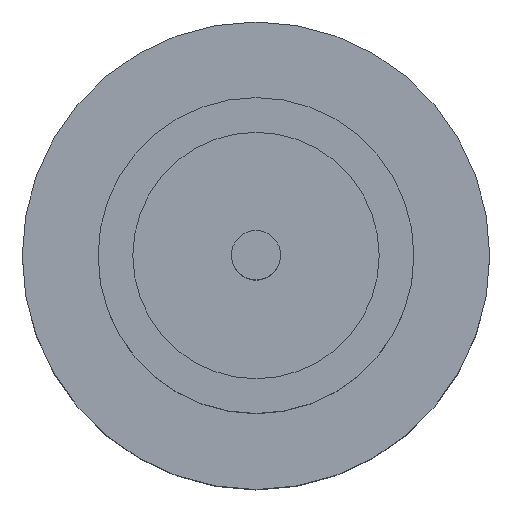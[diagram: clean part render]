
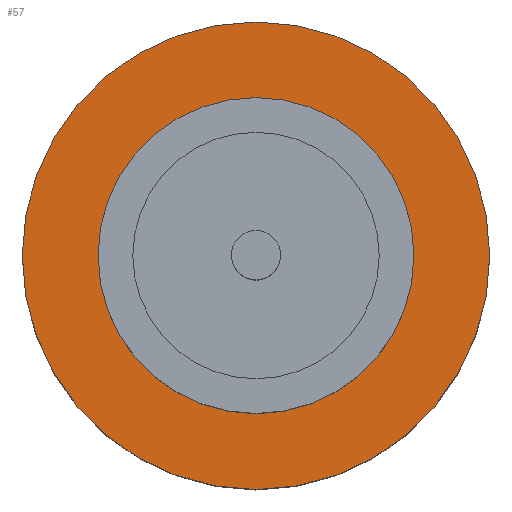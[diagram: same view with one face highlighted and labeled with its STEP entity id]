
A CAD part, top view. The second image highlights one B-rep face of the part: STEP entity #57.
In plain terms, the highlighted planar face has unit normal (0, 0, 1).
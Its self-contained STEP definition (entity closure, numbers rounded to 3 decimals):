
#20 = EDGE_LOOP ( 'NONE', ( #91, #242 ) ) ;
#31 = EDGE_CURVE ( 'NONE', #315, #485, #646, .T. ) ;
#47 = CARTESIAN_POINT ( 'NONE',  ( 0., 0., 1.55 ) ) ;
#50 = AXIS2_PLACEMENT_3D ( 'NONE', #131, #373, #603 ) ;
#57 = ADVANCED_FACE ( 'NONE', ( #257, #524 ), #753, .T. ) ;
#91 = ORIENTED_EDGE ( 'NONE', *, *, #31, .F. ) ;
#110 = ORIENTED_EDGE ( 'NONE', *, *, #330, .T. ) ;
#113 = DIRECTION ( 'NONE',  ( 0., 0., 1. ) ) ;
#117 = CARTESIAN_POINT ( 'NONE',  ( 0., 0., 1.55 ) ) ;
#131 = CARTESIAN_POINT ( 'NONE',  ( 0., 0., 1.55 ) ) ;
#137 = DIRECTION ( 'NONE',  ( 0., 0., 1. ) ) ;
#139 = CARTESIAN_POINT ( 'NONE',  ( 1.25, 0., 1.55 ) ) ;
#152 = CIRCLE ( 'NONE', #475, 1.85 ) ;
#186 = DIRECTION ( 'NONE',  ( 0., 0., 1. ) ) ;
#242 = ORIENTED_EDGE ( 'NONE', *, *, #248, .F. ) ;
#248 = EDGE_CURVE ( 'NONE', #485, #315, #294, .T. ) ;
#257 = FACE_BOUND ( 'NONE', #20, .T. ) ;
#277 = ORIENTED_EDGE ( 'NONE', *, *, #708, .T. ) ;
#279 = DIRECTION ( 'NONE',  ( 1., 0., 0. ) ) ;
#281 = DIRECTION ( 'NONE',  ( 1., 0., 0. ) ) ;
#294 = CIRCLE ( 'NONE', #50, 1.25 ) ;
#310 = AXIS2_PLACEMENT_3D ( 'NONE', #117, #113, #279 ) ;
#315 = VERTEX_POINT ( 'NONE', #139 ) ;
#316 = CARTESIAN_POINT ( 'NONE',  ( 0., 0., 1.55 ) ) ;
#330 = EDGE_CURVE ( 'NONE', #713, #725, #152, .T. ) ;
#367 = CARTESIAN_POINT ( 'NONE',  ( -1.85, 0., 1.55 ) ) ;
#372 = CARTESIAN_POINT ( 'NONE',  ( 0., 0., 1.55 ) ) ;
#373 = DIRECTION ( 'NONE',  ( 0., 0., 1. ) ) ;
#444 = CARTESIAN_POINT ( 'NONE',  ( -1.25, 0., 1.55 ) ) ;
#475 = AXIS2_PLACEMENT_3D ( 'NONE', #316, #186, #717 ) ;
#485 = VERTEX_POINT ( 'NONE', #444 ) ;
#496 = AXIS2_PLACEMENT_3D ( 'NONE', #47, #692, #281 ) ;
#497 = EDGE_LOOP ( 'NONE', ( #277, #110 ) ) ;
#524 = FACE_OUTER_BOUND ( 'NONE', #497, .T. ) ;
#528 = DIRECTION ( 'NONE',  ( 1., 0., 0. ) ) ;
#601 = CIRCLE ( 'NONE', #620, 1.85 ) ;
#603 = DIRECTION ( 'NONE',  ( 1., 0., 0. ) ) ;
#620 = AXIS2_PLACEMENT_3D ( 'NONE', #372, #137, #528 ) ;
#646 = CIRCLE ( 'NONE', #496, 1.25 ) ;
#692 = DIRECTION ( 'NONE',  ( 0., 0., 1. ) ) ;
#707 = CARTESIAN_POINT ( 'NONE',  ( 1.85, 0., 1.55 ) ) ;
#708 = EDGE_CURVE ( 'NONE', #725, #713, #601, .T. ) ;
#713 = VERTEX_POINT ( 'NONE', #707 ) ;
#717 = DIRECTION ( 'NONE',  ( 1., 0., 0. ) ) ;
#725 = VERTEX_POINT ( 'NONE', #367 ) ;
#753 = PLANE ( 'NONE',  #310 ) ;
